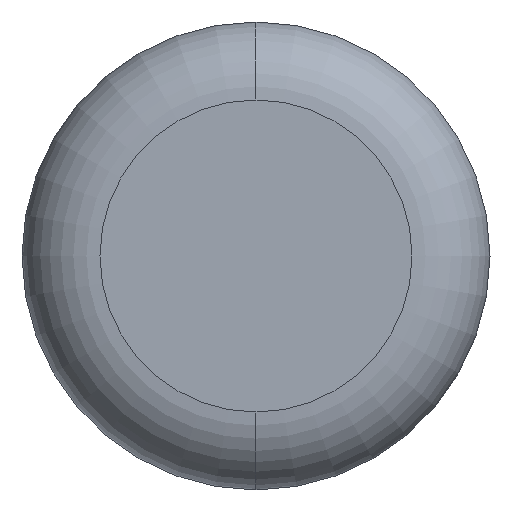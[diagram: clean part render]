
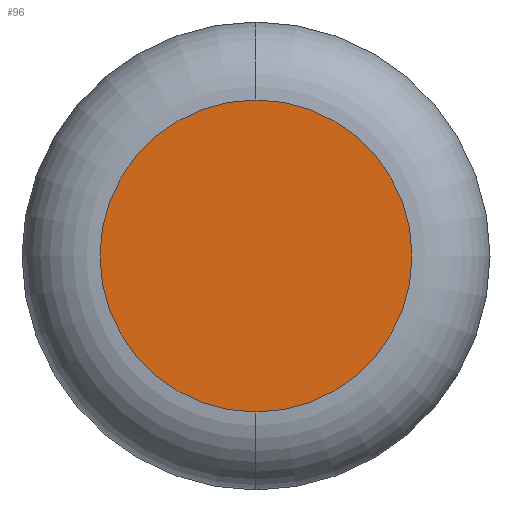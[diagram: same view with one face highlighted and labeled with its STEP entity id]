
A CAD part, left-side view. The second image highlights one B-rep face of the part: STEP entity #96.
In plain terms, the highlighted planar face has unit normal (-1, 0, 0).
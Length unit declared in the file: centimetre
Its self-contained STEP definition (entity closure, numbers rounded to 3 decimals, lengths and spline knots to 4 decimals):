
#1 = DIRECTION ( 'NONE',  ( 0., 0., -1. ) ) ;
#6 = ORIENTED_EDGE ( 'NONE', *, *, #53, .T. ) ;
#10 = DIRECTION ( 'NONE',  ( -1., 0., 0. ) ) ;
#53 = EDGE_CURVE ( 'NONE', #63, #69, #55, .T. ) ;
#54 = CARTESIAN_POINT ( 'NONE',  ( 0., 0., -0.2 ) ) ;
#55 = CIRCLE ( 'NONE', #183, 0.2 ) ;
#63 = VERTEX_POINT ( 'NONE', #166 ) ;
#69 = VERTEX_POINT ( 'NONE', #54 ) ;
#87 = DIRECTION ( 'NONE',  ( 0., 0., -1. ) ) ;
#96 = ADVANCED_FACE ( 'NONE', ( #204 ), #167, .F. ) ;
#98 = DIRECTION ( 'NONE',  ( 1., 0., 0. ) ) ;
#110 = CARTESIAN_POINT ( 'NONE',  ( 0., 0., 0. ) ) ;
#118 = ORIENTED_EDGE ( 'NONE', *, *, #223, .T. ) ;
#120 = CARTESIAN_POINT ( 'NONE',  ( 0., 0., 0. ) ) ;
#136 = CIRCLE ( 'NONE', #227, 0.2 ) ;
#166 = CARTESIAN_POINT ( 'NONE',  ( 0., 0., 0.2 ) ) ;
#167 = PLANE ( 'NONE',  #206 ) ;
#183 = AXIS2_PLACEMENT_3D ( 'NONE', #239, #184, #242 ) ;
#184 = DIRECTION ( 'NONE',  ( -1., 0., 0. ) ) ;
#198 = EDGE_LOOP ( 'NONE', ( #118, #6 ) ) ;
#204 = FACE_OUTER_BOUND ( 'NONE', #198, .T. ) ;
#206 = AXIS2_PLACEMENT_3D ( 'NONE', #110, #98, #1 ) ;
#223 = EDGE_CURVE ( 'NONE', #69, #63, #136, .T. ) ;
#227 = AXIS2_PLACEMENT_3D ( 'NONE', #120, #10, #87 ) ;
#239 = CARTESIAN_POINT ( 'NONE',  ( 0., 0., 0. ) ) ;
#242 = DIRECTION ( 'NONE',  ( 0., 0., -1. ) ) ;
